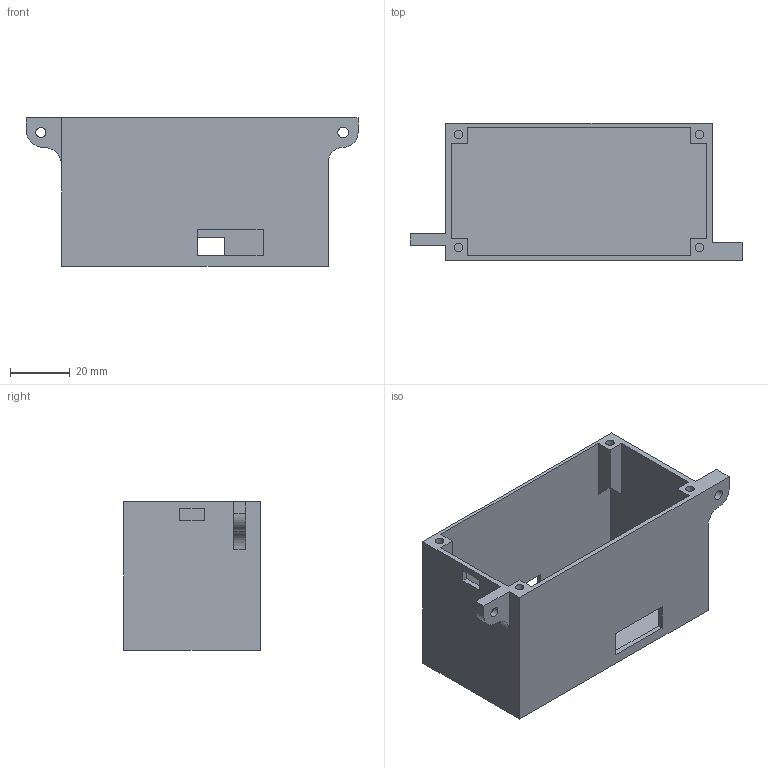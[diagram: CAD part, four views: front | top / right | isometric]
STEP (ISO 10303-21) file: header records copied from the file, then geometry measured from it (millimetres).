
FILE_DESCRIPTION (( 'STEP AP203' ), '1' );
FILE_NAME ('electronicsbox_top.step', '2021-01-10T11:58:13', ( '' ), ( '' ), 'SwSTEP 2.0', 'SolidWorks 2020', '' );
FILE_SCHEMA (( 'CONFIG_CONTROL_DESIGN' ));
Length unit declared in the file: millimetre
Products named in the file (1): electronicsbox_top
Bounding box: 111.6 x 46 x 50 mm (x, y, z)
Volume: 26909.5 mm3; surface area: 35369.9 mm2
Topology: 1 solids, 1 shells, 70 faces, 179 edges, 116 vertices
Faces by surface type: plane 52, cylinder 18
Entity records: 2196 total; most frequent: CARTESIAN_POINT 366, ORIENTED_EDGE 358, DIRECTION 357, EDGE_CURVE 179, LINE 143, VECTOR 143, VERTEX_POINT 116, AXIS2_PLACEMENT_3D 107
